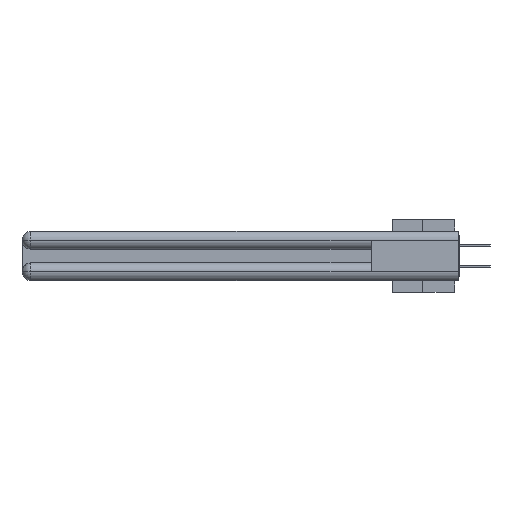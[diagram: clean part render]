
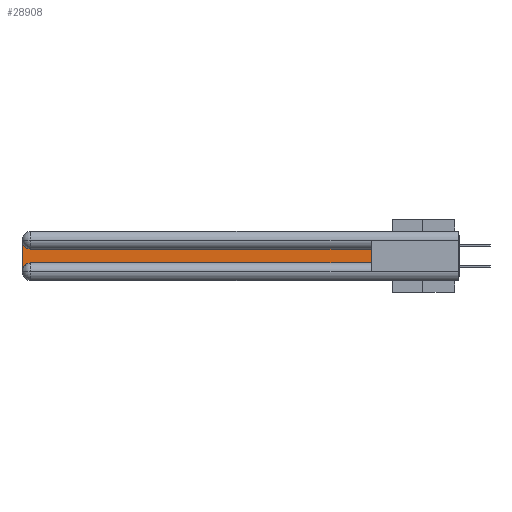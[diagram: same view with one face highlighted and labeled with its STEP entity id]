
A CAD part, left-side view. The second image highlights one B-rep face of the part: STEP entity #28908.
In plain terms, the highlighted planar face has unit normal (-1, 0, 0).
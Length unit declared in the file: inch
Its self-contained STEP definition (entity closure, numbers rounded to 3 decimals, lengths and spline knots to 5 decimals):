
#22 = CARTESIAN_POINT ( 'NONE',  ( 0.075, 3., -0.1225 ) ) ;
#180 = CARTESIAN_POINT ( 'NONE',  ( 0.075, 0.6, -0.1225 ) ) ;
#462 = CARTESIAN_POINT ( 'NONE',  ( 0.075, 0.6, -0.2175 ) ) ;
#1549 = CIRCLE ( 'NONE', #3648, 0.06 ) ;
#1690 = ORIENTED_EDGE ( 'NONE', *, *, #18969, .T. ) ;
#1813 = EDGE_LOOP ( 'NONE', ( #15487, #29093, #18013, #10671, #25012, #1690 ) ) ;
#2404 = EDGE_CURVE ( 'NONE', #12441, #29016, #1549, .T. ) ;
#3120 = EDGE_CURVE ( 'NONE', #29016, #14279, #27158, .T. ) ;
#3170 = CARTESIAN_POINT ( 'NONE',  ( 0.075, 2.94, -0.0625 ) ) ;
#3648 = AXIS2_PLACEMENT_3D ( 'NONE', #3170, #33057, #22219 ) ;
#5408 = CARTESIAN_POINT ( 'NONE',  ( 0.075, 0.6, -0.2175 ) ) ;
#5597 = CARTESIAN_POINT ( 'NONE',  ( 0.075, 2.94, -0.1225 ) ) ;
#9033 = DIRECTION ( 'NONE',  ( 0., 1., 0. ) ) ;
#10671 = ORIENTED_EDGE ( 'NONE', *, *, #15261, .T. ) ;
#11085 = CARTESIAN_POINT ( 'NONE',  ( 0.075, 3., -0.0625 ) ) ;
#11516 = AXIS2_PLACEMENT_3D ( 'NONE', #21949, #32910, #24910 ) ;
#12027 = CIRCLE ( 'NONE', #11516, 0.06 ) ;
#12441 = VERTEX_POINT ( 'NONE', #5597 ) ;
#13707 = PLANE ( 'NONE',  #33973 ) ;
#13797 = VECTOR ( 'NONE', #14156, 39.37008 ) ;
#13889 = CARTESIAN_POINT ( 'NONE',  ( 0.075, 0.6, -0.2175 ) ) ;
#14156 = DIRECTION ( 'NONE',  ( 0., -1., 0. ) ) ;
#14279 = VERTEX_POINT ( 'NONE', #32540 ) ;
#14585 = CARTESIAN_POINT ( 'NONE',  ( 0.075, 3., -0.2175 ) ) ;
#14753 = LINE ( 'NONE', #17413, #29245 ) ;
#15261 = EDGE_CURVE ( 'NONE', #14279, #23397, #12027, .T. ) ;
#15487 = ORIENTED_EDGE ( 'NONE', *, *, #34070, .T. ) ;
#16391 = FACE_OUTER_BOUND ( 'NONE', #1813, .T. ) ;
#17413 = CARTESIAN_POINT ( 'NONE',  ( 0.075, 0.6, -0.1225 ) ) ;
#18013 = ORIENTED_EDGE ( 'NONE', *, *, #3120, .T. ) ;
#18830 = VERTEX_POINT ( 'NONE', #5408 ) ;
#18969 = EDGE_CURVE ( 'NONE', #18830, #32478, #28383, .T. ) ;
#19128 = DIRECTION ( 'NONE',  ( 0., 0., -1. ) ) ;
#21470 = CARTESIAN_POINT ( 'NONE',  ( 0.075, 2.94, -0.2175 ) ) ;
#21949 = CARTESIAN_POINT ( 'NONE',  ( 0.075, 2.94, -0.2775 ) ) ;
#22219 = DIRECTION ( 'NONE',  ( 0., 0., -1. ) ) ;
#23397 = VERTEX_POINT ( 'NONE', #21470 ) ;
#24910 = DIRECTION ( 'NONE',  ( 0., 0., -1. ) ) ;
#25012 = ORIENTED_EDGE ( 'NONE', *, *, #27762, .T. ) ;
#26881 = DIRECTION ( 'NONE',  ( 1., 0., 0. ) ) ;
#27158 = LINE ( 'NONE', #14585, #30151 ) ;
#27762 = EDGE_CURVE ( 'NONE', #23397, #18830, #32639, .T. ) ;
#28096 = DIRECTION ( 'NONE',  ( 0., 0., -1. ) ) ;
#28383 = LINE ( 'NONE', #13889, #29613 ) ;
#28908 = ADVANCED_FACE ( 'NONE', ( #16391 ), #13707, .F. ) ;
#29016 = VERTEX_POINT ( 'NONE', #11085 ) ;
#29093 = ORIENTED_EDGE ( 'NONE', *, *, #2404, .T. ) ;
#29245 = VECTOR ( 'NONE', #9033, 39.37008 ) ;
#29613 = VECTOR ( 'NONE', #33014, 39.37008 ) ;
#30151 = VECTOR ( 'NONE', #28096, 39.37008 ) ;
#32478 = VERTEX_POINT ( 'NONE', #180 ) ;
#32540 = CARTESIAN_POINT ( 'NONE',  ( 0.075, 3., -0.2775 ) ) ;
#32639 = LINE ( 'NONE', #462, #13797 ) ;
#32910 = DIRECTION ( 'NONE',  ( 1., 0., 0. ) ) ;
#33014 = DIRECTION ( 'NONE',  ( 0., 0., 1. ) ) ;
#33057 = DIRECTION ( 'NONE',  ( 1., 0., 0. ) ) ;
#33973 = AXIS2_PLACEMENT_3D ( 'NONE', #22, #26881, #19128 ) ;
#34070 = EDGE_CURVE ( 'NONE', #32478, #12441, #14753, .T. ) ;
